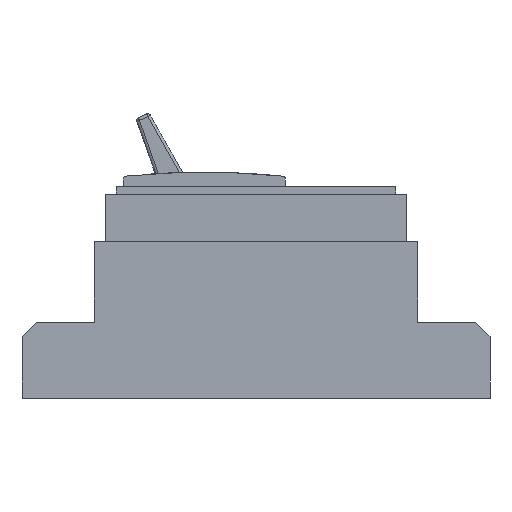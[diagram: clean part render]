
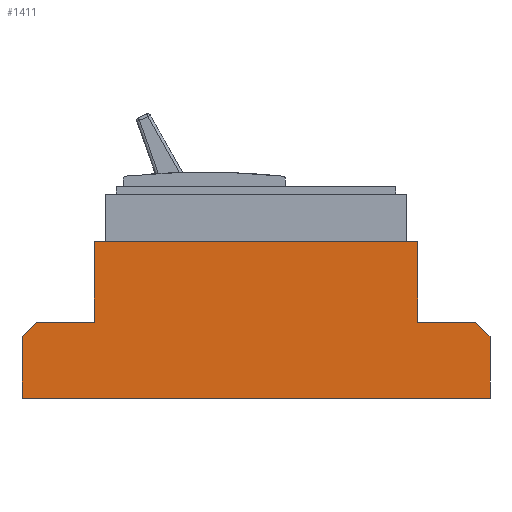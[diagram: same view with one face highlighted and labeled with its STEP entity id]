
A CAD part, left-side view. The second image highlights one B-rep face of the part: STEP entity #1411.
In plain terms, the highlighted planar face has unit normal (-1, 0, 0).
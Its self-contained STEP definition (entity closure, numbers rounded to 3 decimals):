
#5 = CARTESIAN_POINT ( 'NONE',  ( -105., 153., 53. ) ) ;
#41 = EDGE_CURVE ( 'NONE', #6987, #1089, #1423, .T. ) ;
#116 = ORIENTED_EDGE ( 'NONE', *, *, #803, .T. ) ;
#118 = LINE ( 'NONE', #7826, #499 ) ;
#125 = CARTESIAN_POINT ( 'NONE',  ( -105., -163., 53. ) ) ;
#262 = CARTESIAN_POINT ( 'NONE',  ( -105., -163., 53. ) ) ;
#303 = PLANE ( 'NONE',  #7104 ) ;
#416 = CARTESIAN_POINT ( 'NONE',  ( -105., -153., 53. ) ) ;
#499 = VECTOR ( 'NONE', #2677, 1000. ) ;
#621 = VERTEX_POINT ( 'NONE', #5487 ) ;
#803 = EDGE_CURVE ( 'NONE', #2797, #3071, #3750, .T. ) ;
#857 = EDGE_CURVE ( 'NONE', #959, #1523, #4973, .T. ) ;
#904 = CARTESIAN_POINT ( 'NONE',  ( -105., 112.5, 53. ) ) ;
#918 = DIRECTION ( 'NONE',  ( 0., -1., 0. ) ) ;
#959 = VERTEX_POINT ( 'NONE', #7810 ) ;
#1089 = VERTEX_POINT ( 'NONE', #5431 ) ;
#1161 = DIRECTION ( 'NONE',  ( 0., -1., 0. ) ) ;
#1320 = EDGE_CURVE ( 'NONE', #2797, #1523, #7789, .T. ) ;
#1379 = CARTESIAN_POINT ( 'NONE',  ( -105., -112.5, 109. ) ) ;
#1411 = ADVANCED_FACE ( 'NONE', ( #6664 ), #303, .F. ) ;
#1423 = LINE ( 'NONE', #5956, #4867 ) ;
#1523 = VERTEX_POINT ( 'NONE', #8149 ) ;
#1563 = ORIENTED_EDGE ( 'NONE', *, *, #8207, .T. ) ;
#1883 = EDGE_CURVE ( 'NONE', #1089, #959, #2865, .T. ) ;
#2019 = VECTOR ( 'NONE', #2578, 1000. ) ;
#2189 = CARTESIAN_POINT ( 'NONE',  ( -105., 163., 53. ) ) ;
#2305 = VECTOR ( 'NONE', #5825, 1000. ) ;
#2485 = ORIENTED_EDGE ( 'NONE', *, *, #41, .T. ) ;
#2573 = CARTESIAN_POINT ( 'NONE',  ( -105., -112.5, 109. ) ) ;
#2578 = DIRECTION ( 'NONE',  ( 0., -1., 0. ) ) ;
#2677 = DIRECTION ( 'NONE',  ( 0., 0., -1. ) ) ;
#2768 = ORIENTED_EDGE ( 'NONE', *, *, #7122, .F. ) ;
#2797 = VERTEX_POINT ( 'NONE', #3668 ) ;
#2865 = LINE ( 'NONE', #2189, #6583 ) ;
#2950 = VERTEX_POINT ( 'NONE', #2573 ) ;
#3017 = VERTEX_POINT ( 'NONE', #904 ) ;
#3052 = LINE ( 'NONE', #6237, #7592 ) ;
#3071 = VERTEX_POINT ( 'NONE', #7177 ) ;
#3668 = CARTESIAN_POINT ( 'NONE',  ( -105., -163., 43. ) ) ;
#3709 = CARTESIAN_POINT ( 'NONE',  ( -105., -163., 53. ) ) ;
#3750 = LINE ( 'NONE', #416, #6712 ) ;
#4548 = CARTESIAN_POINT ( 'NONE',  ( -105., -112.5, 109. ) ) ;
#4603 = DIRECTION ( 'NONE',  ( 0., 0.707, -0.707 ) ) ;
#4665 = ORIENTED_EDGE ( 'NONE', *, *, #857, .T. ) ;
#4691 = DIRECTION ( 'NONE',  ( 0., 0., -1. ) ) ;
#4741 = DIRECTION ( 'NONE',  ( 0., 0., -1. ) ) ;
#4867 = VECTOR ( 'NONE', #4603, 1000. ) ;
#4973 = LINE ( 'NONE', #7526, #2019 ) ;
#5180 = LINE ( 'NONE', #4548, #7881 ) ;
#5431 = CARTESIAN_POINT ( 'NONE',  ( -105., 163., 43. ) ) ;
#5487 = CARTESIAN_POINT ( 'NONE',  ( -105., 112.5, 109. ) ) ;
#5825 = DIRECTION ( 'NONE',  ( 0., 0., -1. ) ) ;
#5881 = ORIENTED_EDGE ( 'NONE', *, *, #7284, .F. ) ;
#5956 = CARTESIAN_POINT ( 'NONE',  ( -105., 153., 53. ) ) ;
#5969 = ORIENTED_EDGE ( 'NONE', *, *, #1320, .F. ) ;
#6002 = DIRECTION ( 'NONE',  ( 0., 0., -1. ) ) ;
#6043 = DIRECTION ( 'NONE',  ( 1., 0., 0. ) ) ;
#6213 = VERTEX_POINT ( 'NONE', #7659 ) ;
#6237 = CARTESIAN_POINT ( 'NONE',  ( -105., -163., 53. ) ) ;
#6272 = DIRECTION ( 'NONE',  ( 0., -1., 0. ) ) ;
#6275 = EDGE_LOOP ( 'NONE', ( #5969, #116, #8240, #2768, #6333, #1563, #5881, #2485, #6634, #4665 ) ) ;
#6317 = EDGE_CURVE ( 'NONE', #621, #2950, #6651, .T. ) ;
#6333 = ORIENTED_EDGE ( 'NONE', *, *, #6317, .F. ) ;
#6531 = VECTOR ( 'NONE', #6272, 1000. ) ;
#6535 = EDGE_CURVE ( 'NONE', #6213, #3071, #6898, .T. ) ;
#6583 = VECTOR ( 'NONE', #4741, 1000. ) ;
#6634 = ORIENTED_EDGE ( 'NONE', *, *, #1883, .T. ) ;
#6651 = LINE ( 'NONE', #1379, #7194 ) ;
#6664 = FACE_OUTER_BOUND ( 'NONE', #6275, .T. ) ;
#6712 = VECTOR ( 'NONE', #7446, 1000. ) ;
#6898 = LINE ( 'NONE', #3709, #6531 ) ;
#6987 = VERTEX_POINT ( 'NONE', #5 ) ;
#7104 = AXIS2_PLACEMENT_3D ( 'NONE', #262, #6043, #6002 ) ;
#7122 = EDGE_CURVE ( 'NONE', #2950, #6213, #5180, .T. ) ;
#7177 = CARTESIAN_POINT ( 'NONE',  ( -105., -153., 53. ) ) ;
#7194 = VECTOR ( 'NONE', #918, 1000. ) ;
#7284 = EDGE_CURVE ( 'NONE', #6987, #3017, #3052, .T. ) ;
#7446 = DIRECTION ( 'NONE',  ( 0., 0.707, 0.707 ) ) ;
#7526 = CARTESIAN_POINT ( 'NONE',  ( -105., -163., 0. ) ) ;
#7592 = VECTOR ( 'NONE', #1161, 1000. ) ;
#7659 = CARTESIAN_POINT ( 'NONE',  ( -105., -112.5, 53. ) ) ;
#7789 = LINE ( 'NONE', #125, #2305 ) ;
#7810 = CARTESIAN_POINT ( 'NONE',  ( -105., 163., 0. ) ) ;
#7826 = CARTESIAN_POINT ( 'NONE',  ( -105., 112.5, 109. ) ) ;
#7881 = VECTOR ( 'NONE', #4691, 1000. ) ;
#8149 = CARTESIAN_POINT ( 'NONE',  ( -105., -163., 0. ) ) ;
#8207 = EDGE_CURVE ( 'NONE', #621, #3017, #118, .T. ) ;
#8240 = ORIENTED_EDGE ( 'NONE', *, *, #6535, .F. ) ;
